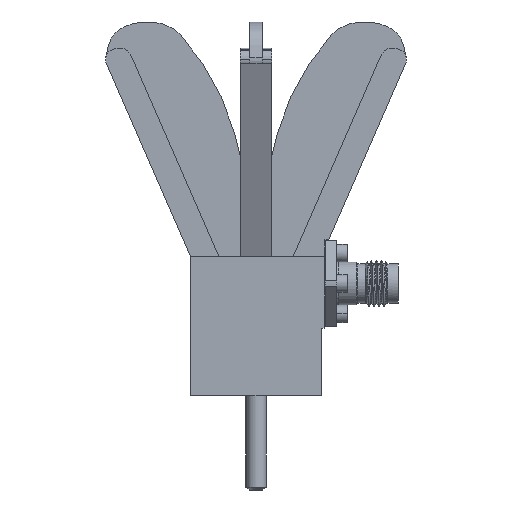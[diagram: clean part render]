
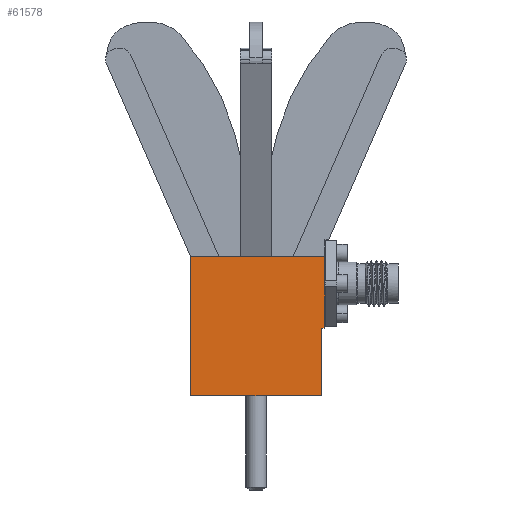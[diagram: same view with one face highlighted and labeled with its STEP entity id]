
A CAD part, front view. The second image highlights one B-rep face of the part: STEP entity #61578.
In plain terms, the highlighted planar face has unit normal (0, -1, 0).
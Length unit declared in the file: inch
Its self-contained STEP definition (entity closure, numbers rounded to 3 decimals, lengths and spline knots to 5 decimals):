
#762 = EDGE_CURVE ( 'NONE', #51640, #9000, #6856, .T. ) ;
#835 = DIRECTION ( 'NONE',  ( 0., 0., -1. ) ) ;
#1123 = LINE ( 'NONE', #20995, #29022 ) ;
#1189 = CARTESIAN_POINT ( 'NONE',  ( 0.38189, -0.38189, 0.15354 ) ) ;
#5381 = DIRECTION ( 'NONE',  ( -0.707, 0., -0.707 ) ) ;
#5860 = CARTESIAN_POINT ( 'NONE',  ( 0.39764, -0.38189, 0.54724 ) ) ;
#6645 = CARTESIAN_POINT ( 'NONE',  ( 0.38189, -0.38189, 0.44882 ) ) ;
#6856 = LINE ( 'NONE', #72266, #59278 ) ;
#7284 = LINE ( 'NONE', #51615, #64957 ) ;
#9000 = VERTEX_POINT ( 'NONE', #5860 ) ;
#9236 = ORIENTED_EDGE ( 'NONE', *, *, #61556, .T. ) ;
#10472 = DIRECTION ( 'NONE',  ( 0., 0., 1. ) ) ;
#12342 = FACE_OUTER_BOUND ( 'NONE', #32542, .T. ) ;
#12783 = VERTEX_POINT ( 'NONE', #1189 ) ;
#13243 = DIRECTION ( 'NONE',  ( 0., 0., -1. ) ) ;
#13927 = VERTEX_POINT ( 'NONE', #52320 ) ;
#14285 = VERTEX_POINT ( 'NONE', #33725 ) ;
#15623 = VECTOR ( 'NONE', #28033, 39.37008 ) ;
#17262 = CARTESIAN_POINT ( 'NONE',  ( 0.00984, -0.38189, 0.96457 ) ) ;
#18107 = LINE ( 'NONE', #69609, #60935 ) ;
#19204 = EDGE_CURVE ( 'NONE', #9000, #14285, #18107, .T. ) ;
#20995 = CARTESIAN_POINT ( 'NONE',  ( 0.38189, -0.38189, 0.15354 ) ) ;
#21200 = CARTESIAN_POINT ( 'NONE',  ( 0.40157, -0.38189, 0.65748 ) ) ;
#24417 = ORIENTED_EDGE ( 'NONE', *, *, #762, .F. ) ;
#25144 = DIRECTION ( 'NONE',  ( -1., 0., 0. ) ) ;
#25306 = VECTOR ( 'NONE', #26117, 39.37008 ) ;
#26117 = DIRECTION ( 'NONE',  ( 1., 0., 0. ) ) ;
#27690 = CARTESIAN_POINT ( 'NONE',  ( -0.38189, -0.38189, 0.96457 ) ) ;
#27785 = CARTESIAN_POINT ( 'NONE',  ( 0.00984, -0.38189, 0.96457 ) ) ;
#27945 = EDGE_CURVE ( 'NONE', #49196, #62481, #7284, .T. ) ;
#28033 = DIRECTION ( 'NONE',  ( 1., 0., 0. ) ) ;
#29022 = VECTOR ( 'NONE', #70842, 39.37008 ) ;
#29493 = EDGE_CURVE ( 'NONE', #49196, #59858, #40416, .T. ) ;
#31673 = LINE ( 'NONE', #21200, #43815 ) ;
#31778 = EDGE_CURVE ( 'NONE', #13927, #65480, #71376, .T. ) ;
#32158 = CARTESIAN_POINT ( 'NONE',  ( -0.38189, -0.38189, 0.15354 ) ) ;
#32542 = EDGE_LOOP ( 'NONE', ( #38497, #65864, #62269, #61104, #24417, #9236, #34822, #48513, #70134 ) ) ;
#32709 = CARTESIAN_POINT ( 'NONE',  ( 0.00984, -0.38189, 0.65748 ) ) ;
#33725 = CARTESIAN_POINT ( 'NONE',  ( 0.38189, -0.38189, 0.54724 ) ) ;
#33786 = CARTESIAN_POINT ( 'NONE',  ( 0.40157, -0.38189, 0.55118 ) ) ;
#34822 = ORIENTED_EDGE ( 'NONE', *, *, #31778, .F. ) ;
#36892 = CARTESIAN_POINT ( 'NONE',  ( 0.00984, -0.38189, 0.96457 ) ) ;
#37979 = EDGE_CURVE ( 'NONE', #14285, #12783, #64709, .T. ) ;
#38497 = ORIENTED_EDGE ( 'NONE', *, *, #27945, .T. ) ;
#40055 = EDGE_CURVE ( 'NONE', #59858, #13927, #49788, .T. ) ;
#40416 = LINE ( 'NONE', #17262, #57001 ) ;
#43815 = VECTOR ( 'NONE', #49296, 39.37008 ) ;
#44594 = VECTOR ( 'NONE', #835, 39.37008 ) ;
#48513 = ORIENTED_EDGE ( 'NONE', *, *, #40055, .F. ) ;
#49196 = VERTEX_POINT ( 'NONE', #27690 ) ;
#49296 = DIRECTION ( 'NONE',  ( 0., 0., 1. ) ) ;
#49788 = LINE ( 'NONE', #36892, #25306 ) ;
#51615 = CARTESIAN_POINT ( 'NONE',  ( -0.38189, -0.38189, 0.65748 ) ) ;
#51640 = VERTEX_POINT ( 'NONE', #33786 ) ;
#52320 = CARTESIAN_POINT ( 'NONE',  ( 0.09055, -0.38189, 0.96457 ) ) ;
#52337 = CARTESIAN_POINT ( 'NONE',  ( 0.40157, -0.38189, 0.96457 ) ) ;
#56345 = DIRECTION ( 'NONE',  ( 1., 0., 0. ) ) ;
#57001 = VECTOR ( 'NONE', #56345, 39.37008 ) ;
#57364 = EDGE_CURVE ( 'NONE', #12783, #62481, #1123, .T. ) ;
#59278 = VECTOR ( 'NONE', #5381, 39.37008 ) ;
#59858 = VERTEX_POINT ( 'NONE', #64798 ) ;
#60935 = VECTOR ( 'NONE', #25144, 39.37008 ) ;
#60991 = DIRECTION ( 'NONE',  ( 0., 1., 0. ) ) ;
#61104 = ORIENTED_EDGE ( 'NONE', *, *, #19204, .F. ) ;
#61556 = EDGE_CURVE ( 'NONE', #51640, #65480, #31673, .T. ) ;
#61578 = ADVANCED_FACE ( 'NONE', ( #12342 ), #65663, .F. ) ;
#62269 = ORIENTED_EDGE ( 'NONE', *, *, #37979, .F. ) ;
#62481 = VERTEX_POINT ( 'NONE', #32158 ) ;
#64709 = LINE ( 'NONE', #6645, #44594 ) ;
#64798 = CARTESIAN_POINT ( 'NONE',  ( -0.09055, -0.38189, 0.96457 ) ) ;
#64957 = VECTOR ( 'NONE', #13243, 39.37008 ) ;
#65480 = VERTEX_POINT ( 'NONE', #52337 ) ;
#65663 = PLANE ( 'NONE',  #67002 ) ;
#65864 = ORIENTED_EDGE ( 'NONE', *, *, #57364, .F. ) ;
#67002 = AXIS2_PLACEMENT_3D ( 'NONE', #32709, #60991, #10472 ) ;
#69609 = CARTESIAN_POINT ( 'NONE',  ( 0.00984, -0.38189, 0.54724 ) ) ;
#70134 = ORIENTED_EDGE ( 'NONE', *, *, #29493, .F. ) ;
#70842 = DIRECTION ( 'NONE',  ( -1., 0., 0. ) ) ;
#71376 = LINE ( 'NONE', #27785, #15623 ) ;
#72266 = CARTESIAN_POINT ( 'NONE',  ( 0.39961, -0.38189, 0.54921 ) ) ;
